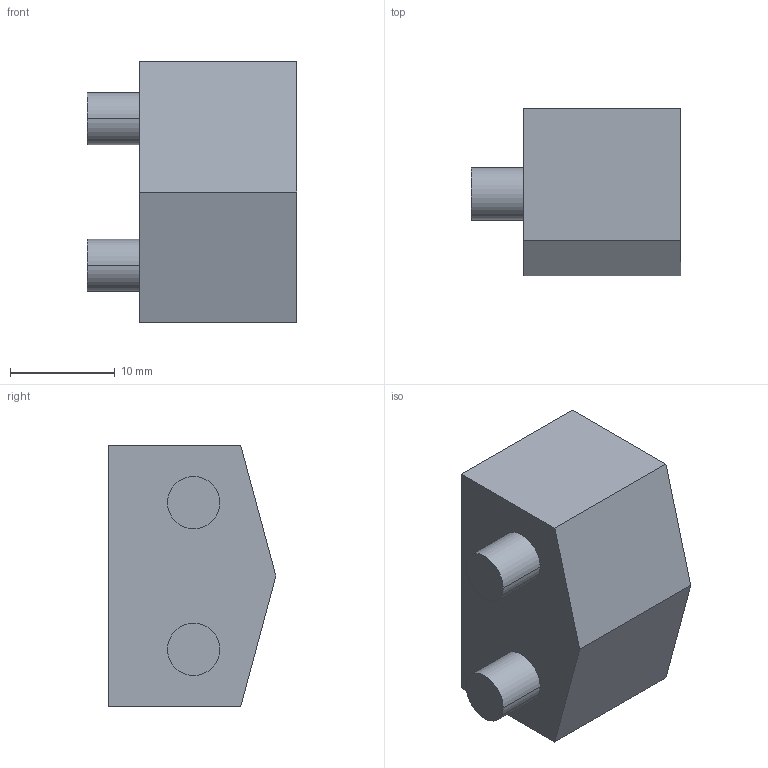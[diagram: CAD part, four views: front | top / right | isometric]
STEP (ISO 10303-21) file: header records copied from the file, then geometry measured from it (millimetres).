
FILE_DESCRIPTION (( 'STEP AP203' ), '1' );
FILE_NAME ('measurementblockmount.STEP', '2012-06-17T21:31:37', ( '' ), ( '' ), 'SwSTEP 2.0', 'SolidWorks 2011', '' );
FILE_SCHEMA (( 'CONFIG_CONTROL_DESIGN' ));
Length unit declared in the file: millimetre
Products named in the file (1): measurementblockmount
Bounding box: 20 x 16 x 25 mm (x, y, z)
Volume: 5568.3 mm3; surface area: 2016.1 mm2
Topology: 1 solids, 1 shells, 13 faces, 27 edges, 18 vertices
Faces by surface type: plane 9, cylinder 4
Entity records: 426 total; most frequent: DIRECTION 63, CARTESIAN_POINT 59, ORIENTED_EDGE 54, EDGE_CURVE 27, AXIS2_PLACEMENT_3D 22, VECTOR 19, LINE 19, VERTEX_POINT 18
